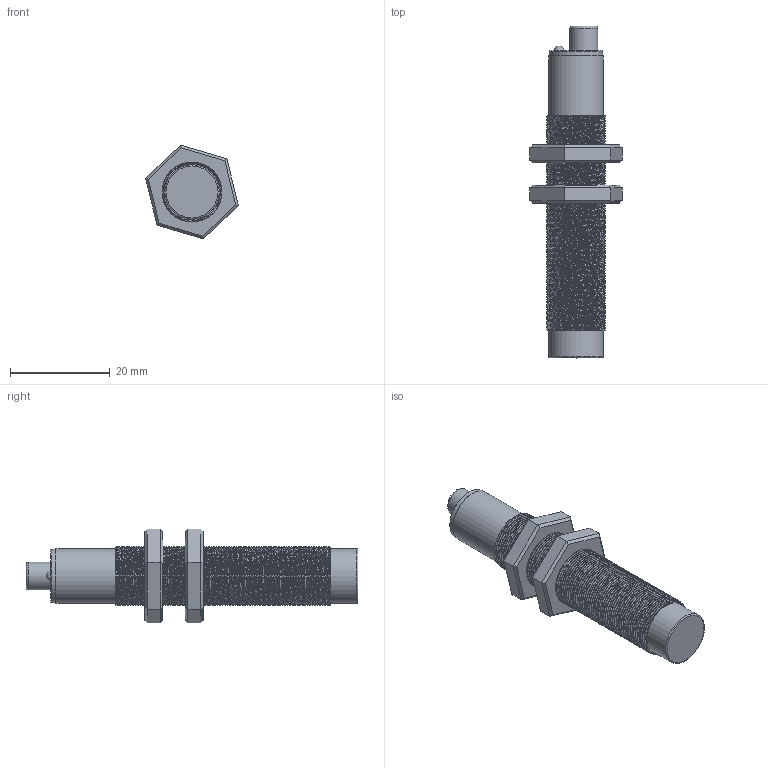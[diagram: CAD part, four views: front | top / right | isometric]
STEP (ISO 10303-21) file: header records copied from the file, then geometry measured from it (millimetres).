
FILE_DESCRIPTION(/* description */ (''),/* implementation_level */ '2;1');
FILE_NAME(/* name */ 'Inductive Sensor v3.step',/* time_stamp */ '2018-02-19T09:22:32-06:00',/* author */ ('core3D_tech'),/* organization */ (''),/* preprocessor_version */ 'ST-DEVELOPER v16.13',/* originating_system */ 'Autodesk Translation Framework v6.5.0.72',/* authorisation */ '');
FILE_SCHEMA (('AUTOMOTIVE_DESIGN { 1 0 10303 214 3 1 1 }'));
Length unit declared in the file: millimetre
Products named in the file (1): Inductive Sensor v1
Bounding box: 18.56 x 66.5 x 18.79 mm (x, y, z)
Volume: 7980 mm3; surface area: 5389.1 mm2
Topology: 6 solids, 6 shells, 259 faces, 690 edges, 443 vertices
Faces by surface type: cylinder 201, plane 48, torus 6, bspline 2, cone 1, sphere 1
Full cylindrical faces by diameter (mm): 5.6 x1, 10.8 x1, 10.92 x2, 11.348 x95, 11.529 x2, 11.927 x96
Entity records: 17486 total; most frequent: CARTESIAN_POINT 11657, ORIENTED_EDGE 1376, DIRECTION 904, EDGE_CURVE 688, VERTEX_POINT 443, B_SPLINE_CURVE_WITH_KNOTS 352, AXIS2_PLACEMENT_3D 310, LINE 284
